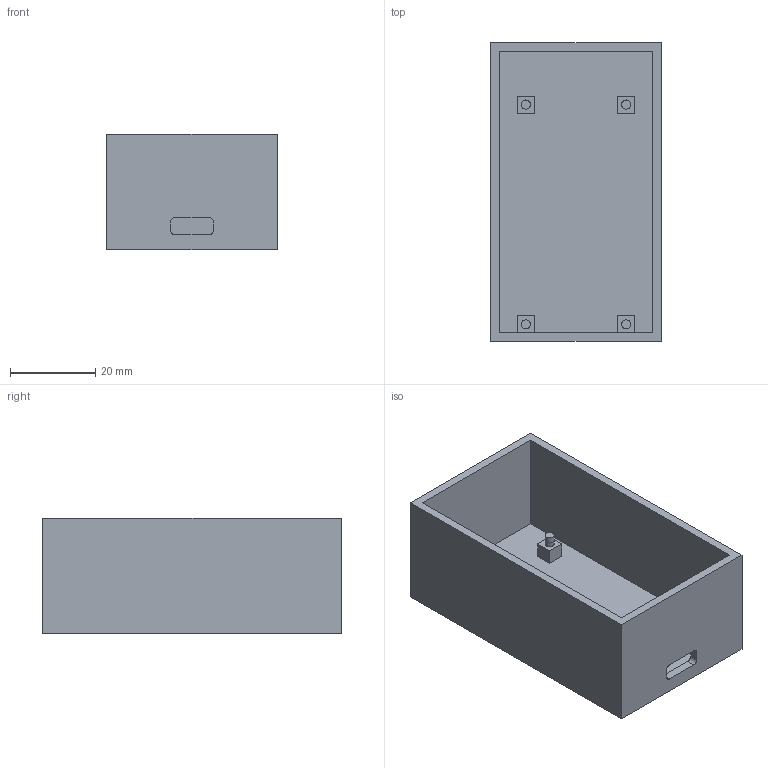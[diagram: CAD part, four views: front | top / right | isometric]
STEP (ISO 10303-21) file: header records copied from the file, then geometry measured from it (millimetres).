
FILE_DESCRIPTION(('FreeCAD Model'),'2;1');
FILE_NAME('Open CASCADE Shape Model','2024-05-20T11:36:09',(''),(''), 'Open CASCADE STEP processor 7.7','FreeCAD','Unknown');
FILE_SCHEMA(('AUTOMOTIVE_DESIGN { 1 0 10303 214 1 1 1 1 }'));
Length unit declared in the file: millimetre
Products named in the file (1): Body
Bounding box: 40 x 70 x 27 mm (x, y, z)
Volume: 18753.5 mm3; surface area: 16630.4 mm2
Topology: 1 solids, 1 shells, 47 faces, 112 edges, 74 vertices
Faces by surface type: plane 37, cylinder 10
Full cylindrical faces by diameter (mm): 2.15 x6
Entity records: 1374 total; most frequent: CARTESIAN_POINT 234, DIRECTION 226, ORIENTED_EDGE 224, EDGE_CURVE 112, LINE 94, VECTOR 94, VERTEX_POINT 74, AXIS2_PLACEMENT_3D 66
